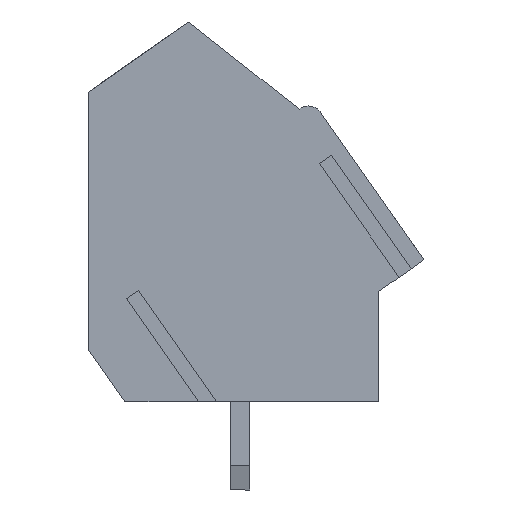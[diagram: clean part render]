
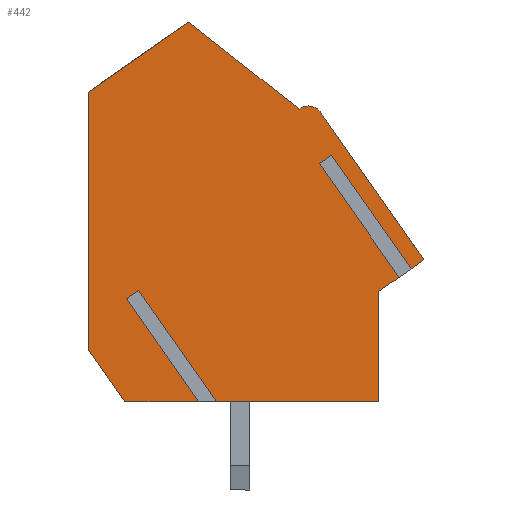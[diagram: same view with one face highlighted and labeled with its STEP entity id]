
A CAD part, left-side view. The second image highlights one B-rep face of the part: STEP entity #442.
In plain terms, the highlighted planar face has unit normal (-1, 0, 0).
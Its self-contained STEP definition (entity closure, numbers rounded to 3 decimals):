
#442 = ADVANCED_FACE( '', ( #932 ), #933, .F. );
#932 = FACE_OUTER_BOUND( '', #1543, .T. );
#933 = PLANE( '', #1544 );
#1543 = EDGE_LOOP( '', ( #2423, #2424, #2425, #2426, #2427, #2428, #2429, #2430, #2431, #2432, #2433, #2434, #2435, #2436, #2437, #2438, #2439 ) );
#1544 = AXIS2_PLACEMENT_3D( '', #2440, #2441, #2442 );
#2423 = ORIENTED_EDGE( '', *, *, #4035, .T. );
#2424 = ORIENTED_EDGE( '', *, *, #4036, .F. );
#2425 = ORIENTED_EDGE( '', *, *, #4037, .F. );
#2426 = ORIENTED_EDGE( '', *, *, #4038, .F. );
#2427 = ORIENTED_EDGE( '', *, *, #4039, .F. );
#2428 = ORIENTED_EDGE( '', *, *, #3802, .F. );
#2429 = ORIENTED_EDGE( '', *, *, #4040, .F. );
#2430 = ORIENTED_EDGE( '', *, *, #3997, .T. );
#2431 = ORIENTED_EDGE( '', *, *, #4041, .T. );
#2432 = ORIENTED_EDGE( '', *, *, #3821, .F. );
#2433 = ORIENTED_EDGE( '', *, *, #4042, .F. );
#2434 = ORIENTED_EDGE( '', *, *, #3915, .T. );
#2435 = ORIENTED_EDGE( '', *, *, #3775, .F. );
#2436 = ORIENTED_EDGE( '', *, *, #4043, .F. );
#2437 = ORIENTED_EDGE( '', *, *, #4044, .F. );
#2438 = ORIENTED_EDGE( '', *, *, #4045, .F. );
#2439 = ORIENTED_EDGE( '', *, *, #4046, .F. );
#2440 = CARTESIAN_POINT( '', ( -7.5, 0., 0. ) );
#2441 = DIRECTION( '', ( 1., 0., 0. ) );
#2442 = DIRECTION( '', ( 0., 0., -1. ) );
#3775 = EDGE_CURVE( '', #4476, #4477, #4478, .T. );
#3802 = EDGE_CURVE( '', #4524, #4526, #4527, .T. );
#3821 = EDGE_CURVE( '', #4561, #4563, #4564, .T. );
#3915 = EDGE_CURVE( '', #4722, #4477, #4723, .F. );
#3997 = EDGE_CURVE( '', #4865, #4863, #4866, .T. );
#4035 = EDGE_CURVE( '', #4926, #4927, #4928, .T. );
#4036 = EDGE_CURVE( '', #4929, #4927, #4930, .T. );
#4037 = EDGE_CURVE( '', #4931, #4929, #4932, .T. );
#4038 = EDGE_CURVE( '', #4933, #4931, #4934, .T. );
#4039 = EDGE_CURVE( '', #4526, #4933, #4935, .T. );
#4040 = EDGE_CURVE( '', #4865, #4524, #4936, .T. );
#4041 = EDGE_CURVE( '', #4863, #4563, #4937, .T. );
#4042 = EDGE_CURVE( '', #4722, #4561, #4938, .T. );
#4043 = EDGE_CURVE( '', #4939, #4476, #4940, .T. );
#4044 = EDGE_CURVE( '', #4941, #4939, #4942, .T. );
#4045 = EDGE_CURVE( '', #4943, #4941, #4944, .T. );
#4046 = EDGE_CURVE( '', #4926, #4943, #4945, .T. );
#4476 = VERTEX_POINT( '', #5521 );
#4477 = VERTEX_POINT( '', #5522 );
#4478 = LINE( '', #5523, #5524 );
#4524 = VERTEX_POINT( '', #5588 );
#4526 = VERTEX_POINT( '', #5591 );
#4527 = LINE( '', #5592, #5593 );
#4561 = VERTEX_POINT( '', #5644 );
#4563 = VERTEX_POINT( '', #5647 );
#4564 = LINE( '', #5648, #5649 );
#4722 = VERTEX_POINT( '', #5865 );
#4723 = CIRCLE( '', #5866, 0.6 );
#4863 = VERTEX_POINT( '', #6062 );
#4865 = VERTEX_POINT( '', #6065 );
#4866 = LINE( '', #6066, #6067 );
#4926 = VERTEX_POINT( '', #6156 );
#4927 = VERTEX_POINT( '', #6157 );
#4928 = LINE( '', #6158, #6159 );
#4929 = VERTEX_POINT( '', #6160 );
#4930 = LINE( '', #6161, #6162 );
#4931 = VERTEX_POINT( '', #6163 );
#4932 = LINE( '', #6164, #6165 );
#4933 = VERTEX_POINT( '', #6166 );
#4934 = LINE( '', #6167, #6168 );
#4935 = LINE( '', #6169, #6170 );
#4936 = LINE( '', #6171, #6172 );
#4937 = LINE( '', #6173, #6174 );
#4938 = LINE( '', #6175, #6176 );
#4939 = VERTEX_POINT( '', #6177 );
#4940 = LINE( '', #6178, #6179 );
#4941 = VERTEX_POINT( '', #6180 );
#4942 = LINE( '', #6181, #6182 );
#4943 = VERTEX_POINT( '', #6183 );
#4944 = LINE( '', #6184, #6185 );
#4945 = LINE( '', #6186, #6187 );
#5521 = CARTESIAN_POINT( '', ( -7.5, 2.579, 8.118 ) );
#5522 = CARTESIAN_POINT( '', ( -7.5, -1.941, 4.564 ) );
#5523 = CARTESIAN_POINT( '', ( -7.5, 2.579, 8.118 ) );
#5524 = VECTOR( '', #7022, 1000. );
#5588 = CARTESIAN_POINT( '', ( -7.5, -6.015, -2.299 ) );
#5591 = CARTESIAN_POINT( '', ( -7.5, -5.182, -2.882 ) );
#5592 = CARTESIAN_POINT( '', ( -7.5, -5.182, -2.882 ) );
#5593 = VECTOR( '', #7048, 1000. );
#5644 = CARTESIAN_POINT( '', ( -7.5, -7.025, -1.592 ) );
#5647 = CARTESIAN_POINT( '', ( -7.5, -6.507, -1.954 ) );
#5648 = CARTESIAN_POINT( '', ( -7.5, -5.182, -2.882 ) );
#5649 = VECTOR( '', #7067, 1000. );
#5865 = CARTESIAN_POINT( '', ( -7.5, -2.804, 4.437 ) );
#5866 = AXIS2_PLACEMENT_3D( '', #7171, #7172, #7173 );
#6062 = CARTESIAN_POINT( '', ( -7.5, -3.259, 2.684 ) );
#6065 = CARTESIAN_POINT( '', ( -7.5, -2.768, 2.34 ) );
#6066 = CARTESIAN_POINT( '', ( -7.5, -3.259, 2.684 ) );
#6067 = VECTOR( '', #7258, 1000. );
#6156 = CARTESIAN_POINT( '', ( -7.5, 2.17, -7.382 ) );
#6157 = CARTESIAN_POINT( '', ( -7.5, 5.113, -3.178 ) );
#6158 = CARTESIAN_POINT( '', ( -7.5, -15.831, -33.089 ) );
#6159 = VECTOR( '', #7288, 1000. );
#6160 = CARTESIAN_POINT( '', ( -7.5, 4.622, -2.834 ) );
#6161 = CARTESIAN_POINT( '', ( -7.5, 4.622, -2.834 ) );
#6162 = VECTOR( '', #7289, 1000. );
#6163 = CARTESIAN_POINT( '', ( -7.5, 1.437, -7.382 ) );
#6164 = CARTESIAN_POINT( '', ( -7.5, -16.322, -32.745 ) );
#6165 = VECTOR( '', #7290, 1000. );
#6166 = CARTESIAN_POINT( '', ( -7.5, -5.182, -7.382 ) );
#6167 = CARTESIAN_POINT( '', ( -7.5, -5.182, -7.382 ) );
#6168 = VECTOR( '', #7291, 1000. );
#6169 = CARTESIAN_POINT( '', ( -7.5, -5.182, -7.382 ) );
#6170 = VECTOR( '', #7292, 1000. );
#6171 = CARTESIAN_POINT( '', ( -7.5, 8.846, 18.925 ) );
#6172 = VECTOR( '', #7293, 1000. );
#6173 = CARTESIAN_POINT( '', ( -7.5, 8.354, 19.269 ) );
#6174 = VECTOR( '', #7294, 1000. );
#6175 = CARTESIAN_POINT( '', ( -7.5, -2.379, 5.044 ) );
#6176 = VECTOR( '', #7295, 1000. );
#6177 = CARTESIAN_POINT( '', ( -7.5, 6.675, 5.25 ) );
#6178 = CARTESIAN_POINT( '', ( -7.5, 6.675, 5.25 ) );
#6179 = VECTOR( '', #7296, 1000. );
#6180 = CARTESIAN_POINT( '', ( -7.5, 6.675, -5.25 ) );
#6181 = CARTESIAN_POINT( '', ( -7.5, 6.675, -5.25 ) );
#6182 = VECTOR( '', #7297, 1000. );
#6183 = CARTESIAN_POINT( '', ( -7.5, 5.182, -7.382 ) );
#6184 = CARTESIAN_POINT( '', ( -7.5, 5.182, -7.382 ) );
#6185 = VECTOR( '', #7298, 1000. );
#6186 = CARTESIAN_POINT( '', ( -7.5, -5.182, -7.382 ) );
#6187 = VECTOR( '', #7299, 1000. );
#7022 = DIRECTION( '', ( 0., -0.786, -0.618 ) );
#7048 = DIRECTION( '', ( 0., 0.819, -0.574 ) );
#7067 = DIRECTION( '', ( 0., 0.819, -0.574 ) );
#7171 = CARTESIAN_POINT( '', ( -7.5, -2.312, 4.093 ) );
#7172 = DIRECTION( '', ( 1., 0., 0. ) );
#7173 = DIRECTION( '', ( 0., 0., -1. ) );
#7258 = DIRECTION( '', ( 0., -0.819, 0.574 ) );
#7288 = DIRECTION( '', ( 0., 0.574, 0.819 ) );
#7289 = DIRECTION( '', ( 0., 0.819, -0.574 ) );
#7290 = DIRECTION( '', ( 0., 0.574, 0.819 ) );
#7291 = DIRECTION( '', ( 0., 1., 0. ) );
#7292 = DIRECTION( '', ( 0., 0., -1. ) );
#7293 = DIRECTION( '', ( 0., -0.574, -0.819 ) );
#7294 = DIRECTION( '', ( 0., -0.574, -0.819 ) );
#7295 = DIRECTION( '', ( 0., -0.574, -0.819 ) );
#7296 = DIRECTION( '', ( 0., -0.819, 0.574 ) );
#7297 = DIRECTION( '', ( 0., 0., 1. ) );
#7298 = DIRECTION( '', ( 0., 0.574, 0.819 ) );
#7299 = DIRECTION( '', ( 0., 1., 0. ) );
